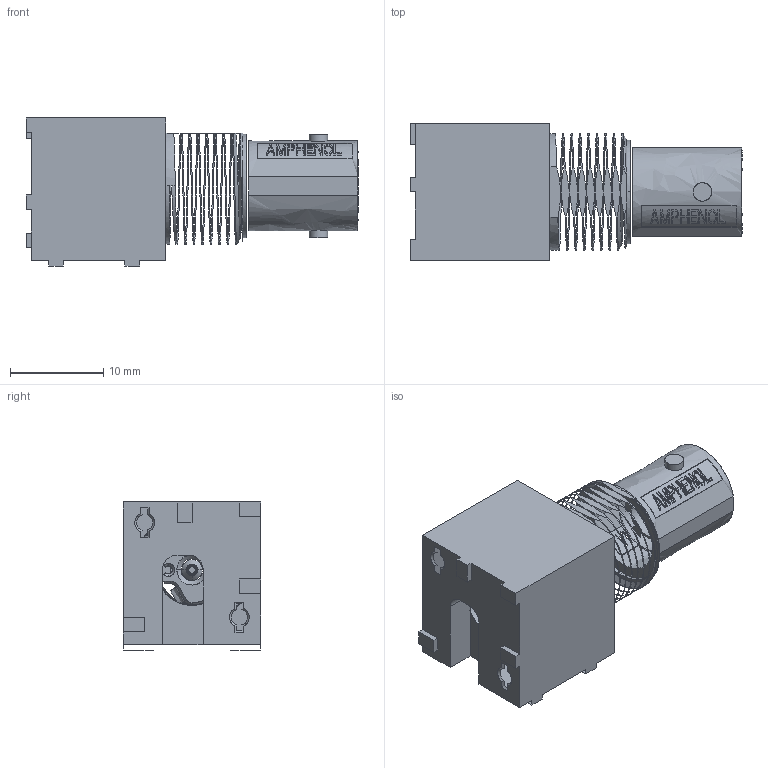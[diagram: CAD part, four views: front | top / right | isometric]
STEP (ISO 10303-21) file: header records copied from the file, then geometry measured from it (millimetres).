
FILE_DESCRIPTION (( 'STEP AP214' ), '1' );
FILE_NAME ('031-5539.STEP', '2021-08-06T09:36:45', ( '' ), ( '' ), 'SwSTEP 2.0', 'SolidWorks 2019', '' );
FILE_SCHEMA (( 'AUTOMOTIVE_DESIGN' ));
Length unit declared in the file: inch
Products named in the file (1): 031-5539
Bounding box: 35.61 x 14.73 x 15.88 mm (x, y, z)
Surface area: 2474.6 mm2 (no closed solid volume)
Topology: 0 solids, 149 shells, 177 faces, 1363 edges, 1335 vertices
Faces by surface type: bspline 177
Entity records: 14098 total; most frequent: CARTESIAN_POINT 8010, ORIENTED_EDGE 1391, EDGE_CURVE 1363, VERTEX_POINT 1335, B_SPLINE_CURVE_WITH_KNOTS 1132, EDGE_LOOP 216, FACE_OUTER_BOUND 177, ADVANCED_FACE 177
